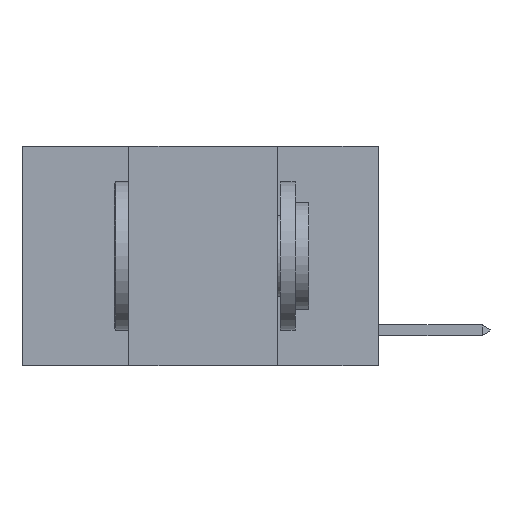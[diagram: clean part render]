
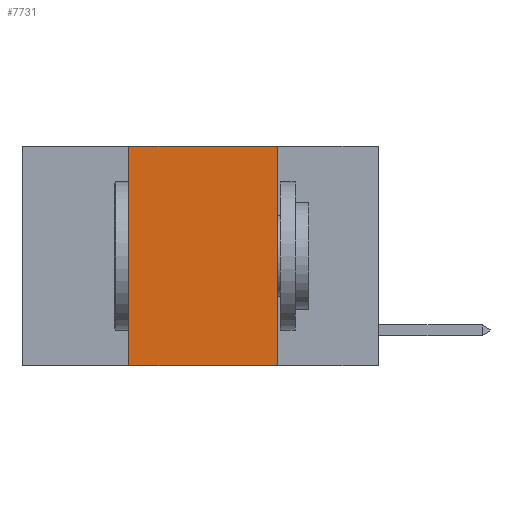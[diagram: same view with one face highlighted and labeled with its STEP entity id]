
A CAD part, left-side view. The second image highlights one B-rep face of the part: STEP entity #7731.
In plain terms, the highlighted planar face has unit normal (-1, 0, 0).
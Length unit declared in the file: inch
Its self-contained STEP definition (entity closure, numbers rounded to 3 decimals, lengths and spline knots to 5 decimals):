
#442 = CARTESIAN_POINT ( 'NONE',  ( 0., 0.6, -0.37 ) ) ;
#820 = LINE ( 'NONE', #15843, #1722 ) ;
#926 = ORIENTED_EDGE ( 'NONE', *, *, #3136, .F. ) ;
#1722 = VECTOR ( 'NONE', #4605, 39.37008 ) ;
#2638 = CARTESIAN_POINT ( 'NONE',  ( 0., 0.17, 0. ) ) ;
#2729 = EDGE_LOOP ( 'NONE', ( #926, #11528, #4920, #12327 ) ) ;
#2928 = VERTEX_POINT ( 'NONE', #5173 ) ;
#3136 = EDGE_CURVE ( 'NONE', #7100, #2928, #7816, .T. ) ;
#3909 = AXIS2_PLACEMENT_3D ( 'NONE', #13671, #8942, #4889 ) ;
#4605 = DIRECTION ( 'NONE',  ( 0., -1., 0. ) ) ;
#4889 = DIRECTION ( 'NONE',  ( 0., 0., -1. ) ) ;
#4920 = ORIENTED_EDGE ( 'NONE', *, *, #11395, .F. ) ;
#5173 = CARTESIAN_POINT ( 'NONE',  ( 0., 0.17, -0.37 ) ) ;
#5191 = CARTESIAN_POINT ( 'NONE',  ( 0., 0.42, 0. ) ) ;
#5256 = DIRECTION ( 'NONE',  ( 0., 0., -1. ) ) ;
#5387 = DIRECTION ( 'NONE',  ( 0., -1., 0. ) ) ;
#5469 = LINE ( 'NONE', #442, #9984 ) ;
#6772 = CARTESIAN_POINT ( 'NONE',  ( 0., 0.42, 0. ) ) ;
#6894 = VECTOR ( 'NONE', #5256, 39.37008 ) ;
#7100 = VERTEX_POINT ( 'NONE', #2638 ) ;
#7628 = PLANE ( 'NONE',  #3909 ) ;
#7731 = ADVANCED_FACE ( 'NONE', ( #16127 ), #7628, .F. ) ;
#7816 = LINE ( 'NONE', #11496, #6894 ) ;
#8534 = EDGE_CURVE ( 'NONE', #15724, #7100, #820, .T. ) ;
#8763 = CARTESIAN_POINT ( 'NONE',  ( 0., 0.42, -0.37 ) ) ;
#8942 = DIRECTION ( 'NONE',  ( 1., 0., 0. ) ) ;
#9616 = VECTOR ( 'NONE', #10216, 39.37008 ) ;
#9984 = VECTOR ( 'NONE', #5387, 39.37008 ) ;
#10216 = DIRECTION ( 'NONE',  ( 0., 0., 1. ) ) ;
#11395 = EDGE_CURVE ( 'NONE', #13777, #15724, #15102, .T. ) ;
#11496 = CARTESIAN_POINT ( 'NONE',  ( 0., 0.17, 0. ) ) ;
#11528 = ORIENTED_EDGE ( 'NONE', *, *, #8534, .F. ) ;
#12327 = ORIENTED_EDGE ( 'NONE', *, *, #12594, .T. ) ;
#12594 = EDGE_CURVE ( 'NONE', #13777, #2928, #5469, .T. ) ;
#13671 = CARTESIAN_POINT ( 'NONE',  ( 0., 0.6, 0. ) ) ;
#13777 = VERTEX_POINT ( 'NONE', #8763 ) ;
#15102 = LINE ( 'NONE', #5191, #9616 ) ;
#15724 = VERTEX_POINT ( 'NONE', #6772 ) ;
#15843 = CARTESIAN_POINT ( 'NONE',  ( 0., 0.6, 0. ) ) ;
#16127 = FACE_OUTER_BOUND ( 'NONE', #2729, .T. ) ;
